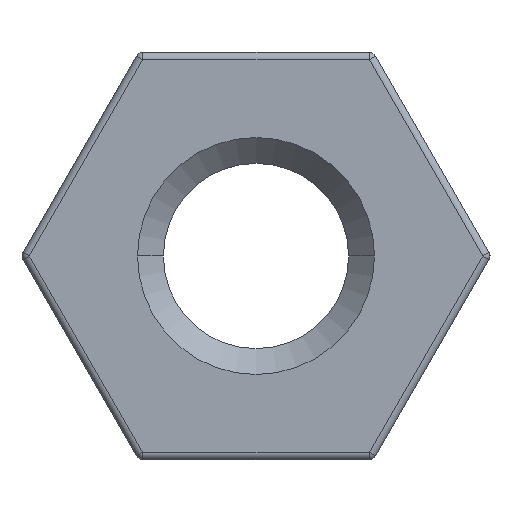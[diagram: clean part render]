
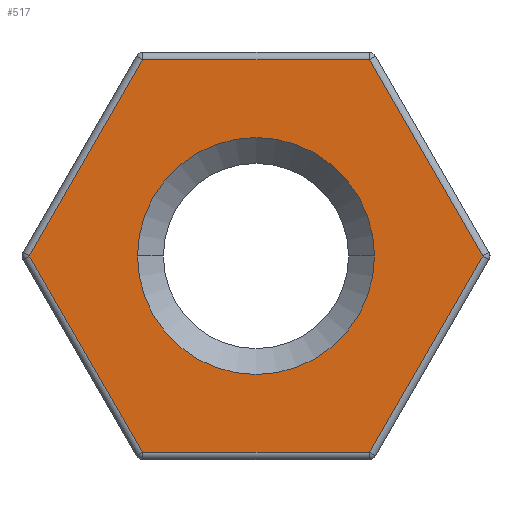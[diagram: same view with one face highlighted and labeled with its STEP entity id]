
A CAD part, left-side view. The second image highlights one B-rep face of the part: STEP entity #517.
In plain terms, the highlighted planar face has unit normal (-1, 0, 0).
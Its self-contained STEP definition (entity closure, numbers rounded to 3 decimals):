
#25 = EDGE_CURVE ( 'NONE', #422, #638, #397, .T. ) ;
#83 = EDGE_CURVE ( 'NONE', #628, #609, #363, .T. ) ;
#100 = FACE_BOUND ( 'NONE', #519, .T. ) ;
#102 = FACE_OUTER_BOUND ( 'NONE', #860, .T. ) ;
#113 = EDGE_CURVE ( 'NONE', #609, #628, #348, .T. ) ;
#114 = VECTOR ( 'NONE', #703, 1000. ) ;
#146 = PLANE ( 'NONE',  #222 ) ;
#171 = LINE ( 'NONE', #731, #311 ) ;
#184 = EDGE_CURVE ( 'NONE', #583, #422, #326, .T. ) ;
#199 = EDGE_CURVE ( 'NONE', #728, #583, #1071, .T. ) ;
#202 = EDGE_CURVE ( 'NONE', #917, #728, #171, .T. ) ;
#203 = CARTESIAN_POINT ( 'NONE',  ( 0., 1.6, 0. ) ) ;
#217 = EDGE_CURVE ( 'NONE', #885, #917, #312, .T. ) ;
#222 = AXIS2_PLACEMENT_3D ( 'NONE', #718, #630, #700 ) ;
#235 = LINE ( 'NONE', #458, #600 ) ;
#253 = CARTESIAN_POINT ( 'NONE',  ( 0., -2.295, -1.325 ) ) ;
#256 = EDGE_CURVE ( 'NONE', #638, #885, #235, .T. ) ;
#271 = ORIENTED_EDGE ( 'NONE', *, *, #256, .T. ) ;
#277 = AXIS2_PLACEMENT_3D ( 'NONE', #1002, #997, #995 ) ;
#284 = CARTESIAN_POINT ( 'NONE',  ( 0., -1.53, 2.65 ) ) ;
#298 = DIRECTION ( 'NONE',  ( 0., -0.5, 0.866 ) ) ;
#311 = VECTOR ( 'NONE', #725, 1000. ) ;
#312 = LINE ( 'NONE', #713, #114 ) ;
#315 = VECTOR ( 'NONE', #735, 1000. ) ;
#326 = LINE ( 'NONE', #864, #1190 ) ;
#348 = CIRCLE ( 'NONE', #277, 1.6 ) ;
#363 = CIRCLE ( 'NONE', #373, 1.6 ) ;
#373 = AXIS2_PLACEMENT_3D ( 'NONE', #1218, #1148, #968 ) ;
#394 = VECTOR ( 'NONE', #298, 1000. ) ;
#397 = LINE ( 'NONE', #253, #394 ) ;
#422 = VERTEX_POINT ( 'NONE', #473 ) ;
#455 = CARTESIAN_POINT ( 'NONE',  ( 0., -1.6, 0. ) ) ;
#458 = CARTESIAN_POINT ( 'NONE',  ( 0., -2.295, 1.325 ) ) ;
#473 = CARTESIAN_POINT ( 'NONE',  ( 0., -1.53, -2.65 ) ) ;
#476 = DIRECTION ( 'NONE',  ( 0., 0.5, 0.866 ) ) ;
#504 = ORIENTED_EDGE ( 'NONE', *, *, #83, .T. ) ;
#517 = ADVANCED_FACE ( 'NONE', ( #102, #100 ), #146, .F. ) ;
#519 = EDGE_LOOP ( 'NONE', ( #504, #643 ) ) ;
#537 = CARTESIAN_POINT ( 'NONE',  ( 0., -3.06, 0. ) ) ;
#546 = ORIENTED_EDGE ( 'NONE', *, *, #199, .T. ) ;
#583 = VERTEX_POINT ( 'NONE', #584 ) ;
#584 = CARTESIAN_POINT ( 'NONE',  ( 0., 1.53, -2.65 ) ) ;
#600 = VECTOR ( 'NONE', #476, 1000. ) ;
#609 = VERTEX_POINT ( 'NONE', #455 ) ;
#618 = CARTESIAN_POINT ( 'NONE',  ( 0., 2.295, -1.325 ) ) ;
#628 = VERTEX_POINT ( 'NONE', #203 ) ;
#630 = DIRECTION ( 'NONE',  ( 1., 0., 0. ) ) ;
#638 = VERTEX_POINT ( 'NONE', #537 ) ;
#643 = ORIENTED_EDGE ( 'NONE', *, *, #113, .T. ) ;
#673 = ORIENTED_EDGE ( 'NONE', *, *, #184, .T. ) ;
#700 = DIRECTION ( 'NONE',  ( 0., 1., 0. ) ) ;
#703 = DIRECTION ( 'NONE',  ( 0., 1., 0. ) ) ;
#713 = CARTESIAN_POINT ( 'NONE',  ( 0., 0., 2.65 ) ) ;
#718 = CARTESIAN_POINT ( 'NONE',  ( 0., 0., 0. ) ) ;
#722 = ORIENTED_EDGE ( 'NONE', *, *, #217, .T. ) ;
#725 = DIRECTION ( 'NONE',  ( 0., 0.5, -0.866 ) ) ;
#728 = VERTEX_POINT ( 'NONE', #1001 ) ;
#731 = CARTESIAN_POINT ( 'NONE',  ( 0., 2.295, 1.325 ) ) ;
#735 = DIRECTION ( 'NONE',  ( 0., -0.5, -0.866 ) ) ;
#790 = DIRECTION ( 'NONE',  ( 0., -1., 0. ) ) ;
#853 = ORIENTED_EDGE ( 'NONE', *, *, #25, .T. ) ;
#860 = EDGE_LOOP ( 'NONE', ( #271, #722, #943, #546, #673, #853 ) ) ;
#864 = CARTESIAN_POINT ( 'NONE',  ( 0., 0., -2.65 ) ) ;
#885 = VERTEX_POINT ( 'NONE', #284 ) ;
#917 = VERTEX_POINT ( 'NONE', #1076 ) ;
#943 = ORIENTED_EDGE ( 'NONE', *, *, #202, .T. ) ;
#968 = DIRECTION ( 'NONE',  ( 0., 1., 0. ) ) ;
#995 = DIRECTION ( 'NONE',  ( 0., 1., 0. ) ) ;
#997 = DIRECTION ( 'NONE',  ( 1., 0., 0. ) ) ;
#1001 = CARTESIAN_POINT ( 'NONE',  ( 0., 3.06, 0. ) ) ;
#1002 = CARTESIAN_POINT ( 'NONE',  ( 0., 0., 0. ) ) ;
#1071 = LINE ( 'NONE', #618, #315 ) ;
#1076 = CARTESIAN_POINT ( 'NONE',  ( 0., 1.53, 2.65 ) ) ;
#1148 = DIRECTION ( 'NONE',  ( 1., 0., 0. ) ) ;
#1190 = VECTOR ( 'NONE', #790, 1000. ) ;
#1218 = CARTESIAN_POINT ( 'NONE',  ( 0., 0., 0. ) ) ;
